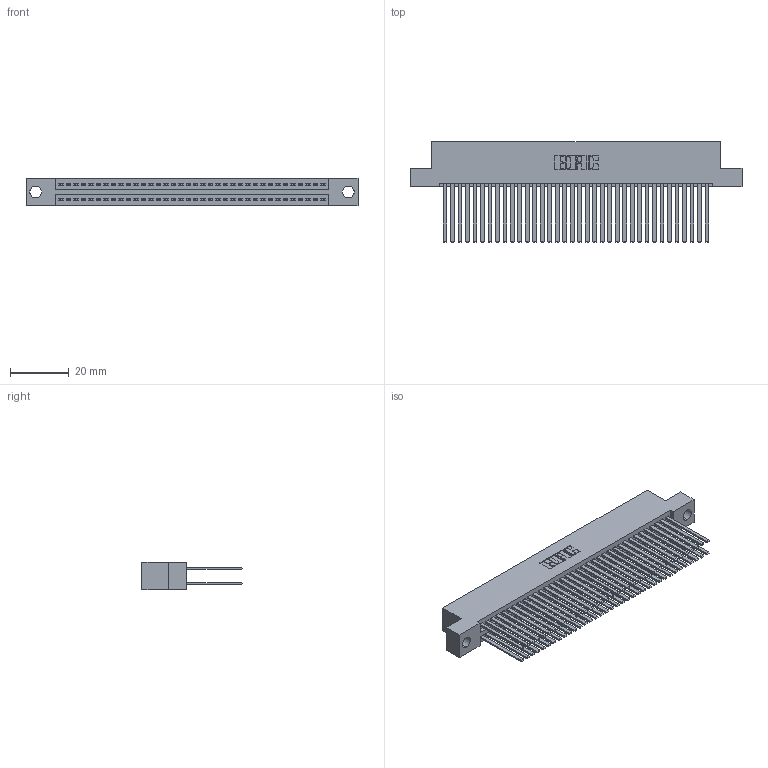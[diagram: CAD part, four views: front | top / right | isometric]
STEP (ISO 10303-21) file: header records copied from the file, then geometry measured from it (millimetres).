
FILE_DESCRIPTION (( 'STEP AP203' ), '1' );
FILE_NAME ('345-072-544-204.STEP', '2018-10-02T07:58:32', ( '' ), ( '' ), 'SwSTEP 2.0', 'SolidWorks 2016', '' );
FILE_SCHEMA (( 'CONFIG_CONTROL_DESIGN' ));
Length unit declared in the file: inch
Products named in the file (3): 345-072-544-204; 345 Part_Flush Mounting Lugs - 0.156 Dia-TH; 345-292-001_345-293-144
Assembly tree (73 placements, depth 2):
  345-072-544-204
    345 Part_Flush Mounting Lugs - 0.156 Dia-TH
    345-292-001_345-293-144  x72
Bounding box: 112.65 x 33.96 x 9.4 mm (x, y, z)
Volume: 11808.6 mm3; surface area: 20112.2 mm2
Topology: 73 solids, 73 shells, 3294 faces, 9773 edges, 6418 vertices
Faces by surface type: plane 2168, cylinder 1126
Entity records: 28873 total; most frequent: CARTESIAN_POINT 4844, ORIENTED_EDGE 4778, DIRECTION 4277, EDGE_CURVE 2389, VECTOR 2117, LINE 2117, VERTEX_POINT 1590, AXIS2_PLACEMENT_3D 1080
